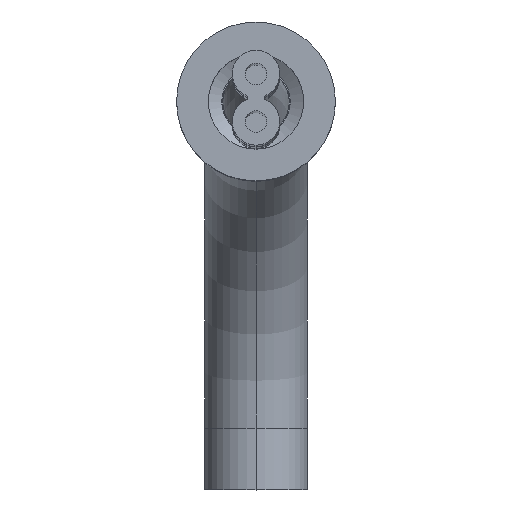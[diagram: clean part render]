
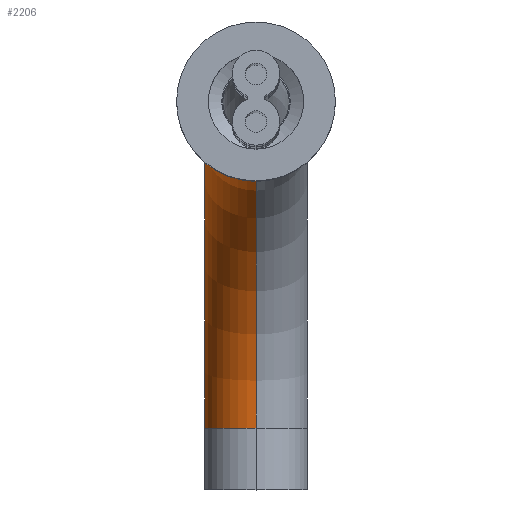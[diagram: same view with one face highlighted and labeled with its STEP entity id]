
A CAD part, top view. The second image highlights one B-rep face of the part: STEP entity #2206.
In plain terms, the highlighted toroidal (fillet/blend) face has major radius 15.081 mm and minor radius 2.381 mm.
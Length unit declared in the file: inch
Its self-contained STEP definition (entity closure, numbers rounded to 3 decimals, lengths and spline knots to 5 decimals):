
#2010=CARTESIAN_POINT('',(0.,0.1125,0.));
#2011=DIRECTION('',(0.,1.,0.));
#2012=DIRECTION('',(0.,0.,-1.));
#2013=AXIS2_PLACEMENT_3D('',#2010,#2011,#2012);
#2015=CARTESIAN_POINT('',(0.,0.1125,0.59375));
#2016=DIRECTION('',(1.,0.,0.));
#2017=DIRECTION('',(0.,0.,-1.));
#2018=AXIS2_PLACEMENT_3D('',#2015,#2016,#2017);
#2025=CARTESIAN_POINT('',(0.,0.1125,0.59375));
#2026=DIRECTION('',(1.,0.,0.));
#2027=DIRECTION('',(0.,0.,-1.));
#2028=AXIS2_PLACEMENT_3D('',#2025,#2026,#2027);
#2039=CARTESIAN_POINT('',(0.,0.70625,0.59375));
#2040=DIRECTION('',(0.,0.,1.));
#2041=DIRECTION('',(0.,1.,0.));
#2042=AXIS2_PLACEMENT_3D('',#2039,#2040,#2041);
#2118=CARTESIAN_POINT('',(0.,0.1125,0.09375));
#2119=CARTESIAN_POINT('',(0.,0.1125,-0.09375));
#2120=VERTEX_POINT('',#2118);
#2121=VERTEX_POINT('',#2119);
#2122=CARTESIAN_POINT('',(0.,0.6125,0.59375));
#2123=CARTESIAN_POINT('',(0.,0.8,0.59375));
#2124=VERTEX_POINT('',#2122);
#2125=VERTEX_POINT('',#2123);
#2192=CARTESIAN_POINT('',(0.,0.1125,0.59375));
#2193=DIRECTION('',(1.,0.,0.));
#2194=DIRECTION('',(0.,0.,1.));
#2195=AXIS2_PLACEMENT_3D('',#2192,#2193,#2194);
#2196=TOROIDAL_SURFACE('',#2195,0.59375,0.09375);
#2197=ORIENTED_EDGE('',*,*,#2186,.F.);
#2199=ORIENTED_EDGE('',*,*,#2198,.T.);
#2201=ORIENTED_EDGE('',*,*,#2200,.T.);
#2203=ORIENTED_EDGE('',*,*,#2202,.F.);
#2204=EDGE_LOOP('',(#2197,#2199,#2201,#2203));
#2205=FACE_OUTER_BOUND('',#2204,.F.);
#2206=ADVANCED_FACE('',(#2205),#2196,.T.);
#2014=CIRCLE('',#2013,0.09375);
#2019=CIRCLE('',#2018,0.6875);
#2029=CIRCLE('',#2028,0.5);
#2043=CIRCLE('',#2042,0.09375);
#2186=EDGE_CURVE('',#2121,#2120,#2014,.T.);
#2198=EDGE_CURVE('',#2121,#2125,#2019,.T.);
#2200=EDGE_CURVE('',#2125,#2124,#2043,.T.);
#2202=EDGE_CURVE('',#2120,#2124,#2029,.T.);
